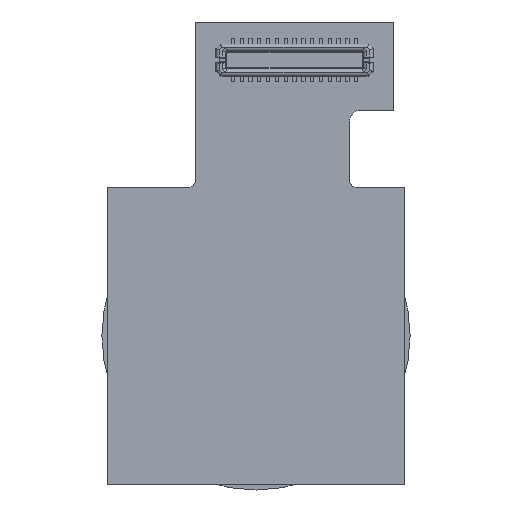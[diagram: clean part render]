
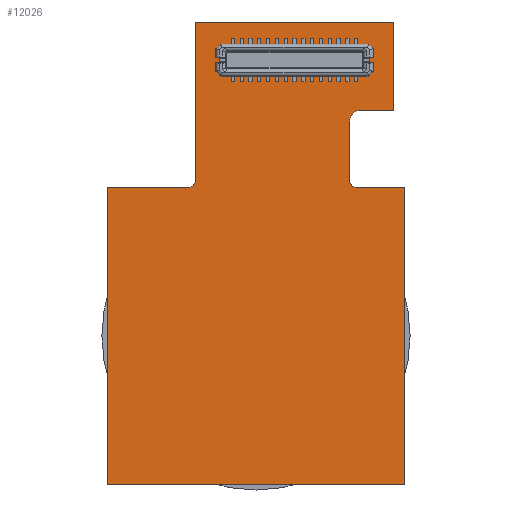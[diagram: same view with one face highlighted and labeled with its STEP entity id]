
A CAD part, front view. The second image highlights one B-rep face of the part: STEP entity #12026.
In plain terms, the highlighted planar face has unit normal (0, -1, 0).
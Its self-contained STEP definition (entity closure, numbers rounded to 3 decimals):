
#22 = EDGE_CURVE ( 'NONE', #22694, #22812, #2122, .T. ) ;
#170 = ORIENTED_EDGE ( 'NONE', *, *, #21127, .T. ) ;
#277 = CARTESIAN_POINT ( 'NONE',  ( 3.5, -0.1, 7.25 ) ) ;
#776 = EDGE_CURVE ( 'NONE', #14358, #6102, #24760, .T. ) ;
#1212 = CARTESIAN_POINT ( 'NONE',  ( -3.8, -0.1, 4.25 ) ) ;
#1572 = VECTOR ( 'NONE', #5697, 1000. ) ;
#2122 = LINE ( 'NONE', #21479, #12526 ) ;
#2127 = LINE ( 'NONE', #16605, #23506 ) ;
#2318 = LINE ( 'NONE', #17364, #26275 ) ;
#2372 = EDGE_CURVE ( 'NONE', #20652, #22287, #23266, .T. ) ;
#2555 = AXIS2_PLACEMENT_3D ( 'NONE', #13114, #25557, #19404 ) ;
#2645 = ORIENTED_EDGE ( 'NONE', *, *, #14580, .F. ) ;
#2727 = VECTOR ( 'NONE', #13264, 1000. ) ;
#3158 = ORIENTED_EDGE ( 'NONE', *, *, #22, .F. ) ;
#4144 = EDGE_LOOP ( 'NONE', ( #24457, #16179, #24524, #25308, #19039, #23866, #170, #23777, #20113, #19792, #2645, #6039, #3158 ) ) ;
#4671 = EDGE_CURVE ( 'NONE', #19986, #5294, #2127, .T. ) ;
#4754 = DIRECTION ( 'NONE',  ( 0., 1., 0. ) ) ;
#5294 = VERTEX_POINT ( 'NONE', #24970 ) ;
#5697 = DIRECTION ( 'NONE',  ( 1., 0., 0. ) ) ;
#5744 = CARTESIAN_POINT ( 'NONE',  ( 6., -0.1, -9.25 ) ) ;
#5825 = VERTEX_POINT ( 'NONE', #5744 ) ;
#6039 = ORIENTED_EDGE ( 'NONE', *, *, #7027, .F. ) ;
#6102 = VERTEX_POINT ( 'NONE', #25306 ) ;
#6214 = AXIS2_PLACEMENT_3D ( 'NONE', #15086, #4754, #15263 ) ;
#6283 = AXIS2_PLACEMENT_3D ( 'NONE', #16654, #18909, #6370 ) ;
#6370 = DIRECTION ( 'NONE',  ( 0., 0., -1. ) ) ;
#6412 = CARTESIAN_POINT ( 'NONE',  ( -7.5, -0.1, 4.25 ) ) ;
#6987 = VECTOR ( 'NONE', #24224, 1000. ) ;
#7027 = EDGE_CURVE ( 'NONE', #22812, #22988, #13839, .T. ) ;
#7036 = VECTOR ( 'NONE', #21176, 1000. ) ;
#7756 = EDGE_CURVE ( 'NONE', #19986, #6102, #15675, .T. ) ;
#7965 = VERTEX_POINT ( 'NONE', #16454 ) ;
#8800 = CARTESIAN_POINT ( 'NONE',  ( -7.5, -0.1, -9.25 ) ) ;
#8929 = EDGE_CURVE ( 'NONE', #5825, #20652, #22531, .T. ) ;
#9313 = DIRECTION ( 'NONE',  ( -1., 0., 0. ) ) ;
#9382 = CIRCLE ( 'NONE', #6214, 0.3 ) ;
#9480 = CARTESIAN_POINT ( 'NONE',  ( 5.5, -0.1, 11.75 ) ) ;
#9713 = LINE ( 'NONE', #18056, #1572 ) ;
#10838 = CARTESIAN_POINT ( 'NONE',  ( 5.5, -0.1, 7.75 ) ) ;
#10920 = VERTEX_POINT ( 'NONE', #1212 ) ;
#11245 = CARTESIAN_POINT ( 'NONE',  ( 5.5, -0.1, 7.75 ) ) ;
#11367 = DIRECTION ( 'NONE',  ( 0., 0., -1. ) ) ;
#11383 = EDGE_CURVE ( 'NONE', #22694, #10920, #9382, .T. ) ;
#11885 = CARTESIAN_POINT ( 'NONE',  ( -3.5, -0.1, 11.75 ) ) ;
#12026 = ADVANCED_FACE ( 'NONE', ( #25480 ), #16861, .T. ) ;
#12291 = VECTOR ( 'NONE', #20598, 1000. ) ;
#12526 = VECTOR ( 'NONE', #13015, 1000. ) ;
#12880 = LINE ( 'NONE', #8800, #7036 ) ;
#13015 = DIRECTION ( 'NONE',  ( 0., 0., 1. ) ) ;
#13114 = CARTESIAN_POINT ( 'NONE',  ( 4., -0.1, 7.25 ) ) ;
#13179 = VECTOR ( 'NONE', #16152, 1000. ) ;
#13264 = DIRECTION ( 'NONE',  ( -1., 0., 0. ) ) ;
#13839 = LINE ( 'NONE', #11885, #13179 ) ;
#14030 = EDGE_CURVE ( 'NONE', #10920, #16581, #2318, .T. ) ;
#14191 = DIRECTION ( 'NONE',  ( 0., 0., -1. ) ) ;
#14358 = VERTEX_POINT ( 'NONE', #10838 ) ;
#14580 = EDGE_CURVE ( 'NONE', #22988, #14358, #15578, .T. ) ;
#15086 = CARTESIAN_POINT ( 'NONE',  ( -3.8, -0.1, 4.55 ) ) ;
#15263 = DIRECTION ( 'NONE',  ( 0., 0., -1. ) ) ;
#15578 = LINE ( 'NONE', #9480, #19107 ) ;
#15675 = CIRCLE ( 'NONE', #2555, 0.5 ) ;
#16022 = CARTESIAN_POINT ( 'NONE',  ( 6., -0.1, 4.25 ) ) ;
#16152 = DIRECTION ( 'NONE',  ( 1., 0., 0. ) ) ;
#16179 = ORIENTED_EDGE ( 'NONE', *, *, #14030, .T. ) ;
#16315 = CARTESIAN_POINT ( 'NONE',  ( -3.5, -0.1, 4.55 ) ) ;
#16454 = CARTESIAN_POINT ( 'NONE',  ( -7.5, -0.1, -9.25 ) ) ;
#16581 = VERTEX_POINT ( 'NONE', #23942 ) ;
#16605 = CARTESIAN_POINT ( 'NONE',  ( 3.5, -0.1, 7.75 ) ) ;
#16654 = CARTESIAN_POINT ( 'NONE',  ( 3.8, -0.1, 4.55 ) ) ;
#16861 = PLANE ( 'NONE',  #18336 ) ;
#16871 = CARTESIAN_POINT ( 'NONE',  ( 3.8, -0.1, 4.25 ) ) ;
#17249 = CIRCLE ( 'NONE', #6283, 0.3 ) ;
#17364 = CARTESIAN_POINT ( 'NONE',  ( -7.5, -0.1, 4.25 ) ) ;
#17571 = CARTESIAN_POINT ( 'NONE',  ( 6., -0.1, 4.25 ) ) ;
#18056 = CARTESIAN_POINT ( 'NONE',  ( 6., -0.1, -9.25 ) ) ;
#18336 = AXIS2_PLACEMENT_3D ( 'NONE', #18921, #24793, #21262 ) ;
#18909 = DIRECTION ( 'NONE',  ( 0., 1., 0. ) ) ;
#18921 = CARTESIAN_POINT ( 'NONE',  ( 0., -0.1, 0. ) ) ;
#19039 = ORIENTED_EDGE ( 'NONE', *, *, #8929, .T. ) ;
#19107 = VECTOR ( 'NONE', #11367, 1000. ) ;
#19404 = DIRECTION ( 'NONE',  ( 0., 0., -1. ) ) ;
#19792 = ORIENTED_EDGE ( 'NONE', *, *, #776, .F. ) ;
#19986 = VERTEX_POINT ( 'NONE', #277 ) ;
#20113 = ORIENTED_EDGE ( 'NONE', *, *, #7756, .T. ) ;
#20598 = DIRECTION ( 'NONE',  ( -1., 0., 0. ) ) ;
#20652 = VERTEX_POINT ( 'NONE', #17571 ) ;
#21127 = EDGE_CURVE ( 'NONE', #22287, #5294, #17249, .T. ) ;
#21176 = DIRECTION ( 'NONE',  ( 0., 0., -1. ) ) ;
#21262 = DIRECTION ( 'NONE',  ( 0., 0., -1. ) ) ;
#21479 = CARTESIAN_POINT ( 'NONE',  ( -3.5, -0.1, 4.25 ) ) ;
#22287 = VERTEX_POINT ( 'NONE', #16871 ) ;
#22531 = LINE ( 'NONE', #16022, #6987 ) ;
#22694 = VERTEX_POINT ( 'NONE', #16315 ) ;
#22812 = VERTEX_POINT ( 'NONE', #23157 ) ;
#22988 = VERTEX_POINT ( 'NONE', #25854 ) ;
#23157 = CARTESIAN_POINT ( 'NONE',  ( -3.5, -0.1, 11.75 ) ) ;
#23266 = LINE ( 'NONE', #6412, #12291 ) ;
#23506 = VECTOR ( 'NONE', #14191, 1000. ) ;
#23744 = EDGE_CURVE ( 'NONE', #16581, #7965, #12880, .T. ) ;
#23777 = ORIENTED_EDGE ( 'NONE', *, *, #4671, .F. ) ;
#23866 = ORIENTED_EDGE ( 'NONE', *, *, #2372, .T. ) ;
#23942 = CARTESIAN_POINT ( 'NONE',  ( -7.5, -0.1, 4.25 ) ) ;
#24224 = DIRECTION ( 'NONE',  ( 0., 0., 1. ) ) ;
#24457 = ORIENTED_EDGE ( 'NONE', *, *, #11383, .T. ) ;
#24524 = ORIENTED_EDGE ( 'NONE', *, *, #23744, .T. ) ;
#24760 = LINE ( 'NONE', #11245, #2727 ) ;
#24793 = DIRECTION ( 'NONE',  ( 0., -1., 0. ) ) ;
#24970 = CARTESIAN_POINT ( 'NONE',  ( 3.5, -0.1, 4.55 ) ) ;
#25306 = CARTESIAN_POINT ( 'NONE',  ( 4., -0.1, 7.75 ) ) ;
#25308 = ORIENTED_EDGE ( 'NONE', *, *, #26603, .T. ) ;
#25480 = FACE_OUTER_BOUND ( 'NONE', #4144, .T. ) ;
#25557 = DIRECTION ( 'NONE',  ( 0., 1., 0. ) ) ;
#25854 = CARTESIAN_POINT ( 'NONE',  ( 5.5, -0.1, 11.75 ) ) ;
#26275 = VECTOR ( 'NONE', #9313, 1000. ) ;
#26603 = EDGE_CURVE ( 'NONE', #7965, #5825, #9713, .T. ) ;
